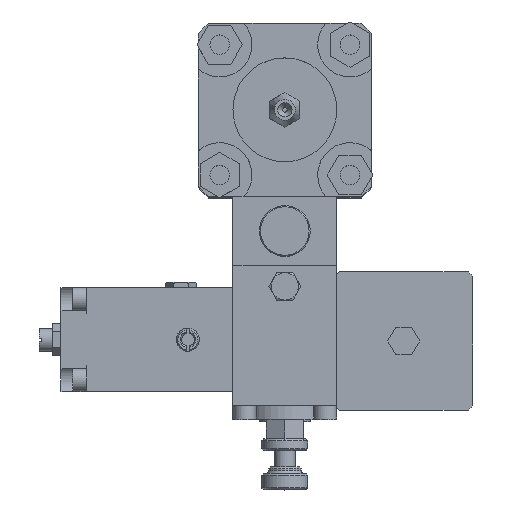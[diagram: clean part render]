
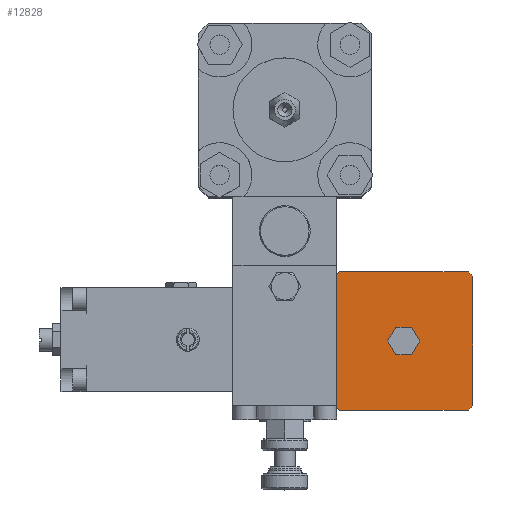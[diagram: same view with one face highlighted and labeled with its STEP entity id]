
A CAD part, top view. The second image highlights one B-rep face of the part: STEP entity #12828.
In plain terms, the highlighted face is planar.
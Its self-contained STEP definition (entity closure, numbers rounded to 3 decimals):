
#12363=CARTESIAN_POINT('',(-11.5,48.036,26.5));
#12364=VERTEX_POINT('',#12363);
#12371=CARTESIAN_POINT('',(-11.5,44.572,32.5));
#12372=VERTEX_POINT('',#12371);
#12373=CARTESIAN_POINT('',(-11.5,44.572,32.5));
#12374=DIRECTION('',(0.0,0.5,-0.866));
#12375=VECTOR('',#12374,6.928);
#12376=LINE('',#12373,#12375);
#12377=EDGE_CURVE('',#12372,#12364,#12376,.T.);
#12401=CARTESIAN_POINT('',(-11.5,54.964,26.5));
#12402=VERTEX_POINT('',#12401);
#12409=CARTESIAN_POINT('',(-11.5,48.036,26.5));
#12410=DIRECTION('',(0.0,1.0,0.0));
#12411=VECTOR('',#12410,6.928);
#12412=LINE('',#12409,#12411);
#12413=EDGE_CURVE('',#12364,#12402,#12412,.T.);
#12432=CARTESIAN_POINT('',(-11.5,58.428,32.5));
#12433=VERTEX_POINT('',#12432);
#12440=CARTESIAN_POINT('',(-11.5,54.964,26.5));
#12441=DIRECTION('',(0.0,0.5,0.866));
#12442=VECTOR('',#12441,6.928);
#12443=LINE('',#12440,#12442);
#12444=EDGE_CURVE('',#12402,#12433,#12443,.T.);
#12463=CARTESIAN_POINT('',(-11.5,54.964,38.5));
#12464=VERTEX_POINT('',#12463);
#12471=CARTESIAN_POINT('',(-11.5,58.428,32.5));
#12472=DIRECTION('',(0.0,-0.5,0.866));
#12473=VECTOR('',#12472,6.928);
#12474=LINE('',#12471,#12473);
#12475=EDGE_CURVE('',#12433,#12464,#12474,.T.);
#12494=CARTESIAN_POINT('',(-11.5,48.036,38.5));
#12495=VERTEX_POINT('',#12494);
#12502=CARTESIAN_POINT('',(-11.5,54.964,38.5));
#12503=DIRECTION('',(0.0,-1.0,0.0));
#12504=VECTOR('',#12503,6.928);
#12505=LINE('',#12502,#12504);
#12506=EDGE_CURVE('',#12464,#12495,#12505,.T.);
#12524=CARTESIAN_POINT('',(-11.5,48.036,38.5));
#12525=DIRECTION('',(0.0,-0.5,-0.866));
#12526=VECTOR('',#12525,6.928);
#12527=LINE('',#12524,#12526);
#12528=EDGE_CURVE('',#12495,#12372,#12527,.T.);
#12745=CARTESIAN_POINT('',(-11.5,51.5,32.5));
#12746=DIRECTION('',(1.0,0.0,0.0));
#12747=DIRECTION('',(0.0,0.0,-1.0));
#12748=AXIS2_PLACEMENT_3D('',#12745,#12746,#12747);
#12749=PLANE('',#12748);
#12750=CARTESIAN_POINT('',(-11.5,22.5,3.517));
#12751=VERTEX_POINT('',#12750);
#12752=CARTESIAN_POINT('',(-11.5,22.5,61.483));
#12753=VERTEX_POINT('',#12752);
#12754=CARTESIAN_POINT('',(-11.5,22.5,3.517));
#12755=DIRECTION('',(0.0,0.0,1.0));
#12756=VECTOR('',#12755,57.966);
#12757=LINE('',#12754,#12756);
#12758=EDGE_CURVE('',#12751,#12753,#12757,.T.);
#12759=ORIENTED_EDGE('',*,*,#12758,.T.);
#12760=CARTESIAN_POINT('',(-11.5,23.554,62.5));
#12761=VERTEX_POINT('',#12760);
#12762=CARTESIAN_POINT('',(-11.5,51.5,32.5));
#12763=DIRECTION('',(1.,0.0,0.0));
#12764=DIRECTION('',(0.0,-0.682,0.732));
#12765=AXIS2_PLACEMENT_3D('',#12762,#12763,#12764);
#12766=CIRCLE('',#12765,41.0);
#12767=EDGE_CURVE('',#12761,#12753,#12766,.T.);
#12768=ORIENTED_EDGE('',*,*,#12767,.F.);
#12769=CARTESIAN_POINT('',(-11.5,79.446,62.5));
#12770=VERTEX_POINT('',#12769);
#12771=CARTESIAN_POINT('',(-11.5,79.446,62.5));
#12772=DIRECTION('',(0.0,-1.0,0.0));
#12773=VECTOR('',#12772,55.893);
#12774=LINE('',#12771,#12773);
#12775=EDGE_CURVE('',#12770,#12761,#12774,.T.);
#12776=ORIENTED_EDGE('',*,*,#12775,.F.);
#12777=CARTESIAN_POINT('',(-11.5,81.5,60.446));
#12778=VERTEX_POINT('',#12777);
#12779=CARTESIAN_POINT('',(-11.5,51.5,32.5));
#12780=DIRECTION('',(1.,0.0,0.0));
#12781=DIRECTION('',(0.0,0.732,0.682));
#12782=AXIS2_PLACEMENT_3D('',#12779,#12780,#12781);
#12783=CIRCLE('',#12782,41.0);
#12784=EDGE_CURVE('',#12778,#12770,#12783,.T.);
#12785=ORIENTED_EDGE('',*,*,#12784,.F.);
#12786=CARTESIAN_POINT('',(-11.5,81.5,4.554));
#12787=VERTEX_POINT('',#12786);
#12788=CARTESIAN_POINT('',(-11.5,81.5,4.554));
#12789=DIRECTION('',(0.0,0.0,1.0));
#12790=VECTOR('',#12789,55.893);
#12791=LINE('',#12788,#12790);
#12792=EDGE_CURVE('',#12787,#12778,#12791,.T.);
#12793=ORIENTED_EDGE('',*,*,#12792,.F.);
#12794=CARTESIAN_POINT('',(-11.5,79.446,2.5));
#12795=VERTEX_POINT('',#12794);
#12796=CARTESIAN_POINT('',(-11.5,51.5,32.5));
#12797=DIRECTION('',(1.0,0.0,0.0));
#12798=DIRECTION('',(0.0,0.682,-0.732));
#12799=AXIS2_PLACEMENT_3D('',#12796,#12797,#12798);
#12800=CIRCLE('',#12799,41.);
#12801=EDGE_CURVE('',#12795,#12787,#12800,.T.);
#12802=ORIENTED_EDGE('',*,*,#12801,.F.);
#12803=CARTESIAN_POINT('',(-11.5,23.554,2.5));
#12804=VERTEX_POINT('',#12803);
#12805=CARTESIAN_POINT('',(-11.5,23.554,2.5));
#12806=DIRECTION('',(0.0,1.0,0.0));
#12807=VECTOR('',#12806,55.893);
#12808=LINE('',#12805,#12807);
#12809=EDGE_CURVE('',#12804,#12795,#12808,.T.);
#12810=ORIENTED_EDGE('',*,*,#12809,.F.);
#12811=CARTESIAN_POINT('',(-11.5,51.5,32.5));
#12812=DIRECTION('',(1.0,0.0,0.0));
#12813=DIRECTION('',(0.0,-0.732,-0.682));
#12814=AXIS2_PLACEMENT_3D('',#12811,#12812,#12813);
#12815=CIRCLE('',#12814,41.);
#12816=EDGE_CURVE('',#12751,#12804,#12815,.T.);
#12817=ORIENTED_EDGE('',*,*,#12816,.F.);
#12818=EDGE_LOOP('',(#12759,#12768,#12776,#12785,#12793,#12802,#12810,#12817));
#12819=FACE_OUTER_BOUND('',#12818,.T.);
#12820=ORIENTED_EDGE('',*,*,#12377,.T.);
#12821=ORIENTED_EDGE('',*,*,#12413,.T.);
#12822=ORIENTED_EDGE('',*,*,#12444,.T.);
#12823=ORIENTED_EDGE('',*,*,#12475,.T.);
#12824=ORIENTED_EDGE('',*,*,#12506,.T.);
#12825=ORIENTED_EDGE('',*,*,#12528,.T.);
#12826=EDGE_LOOP('',(#12820,#12821,#12822,#12823,#12824,#12825));
#12827=FACE_BOUND('',#12826,.T.);
#12828=ADVANCED_FACE('',(#12819,#12827),#12749,.F.);
